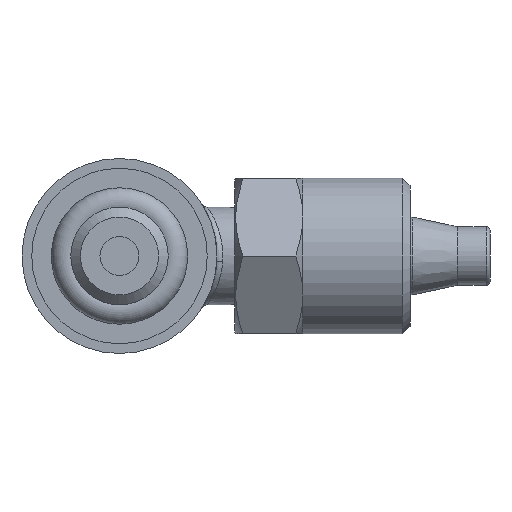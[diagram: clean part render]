
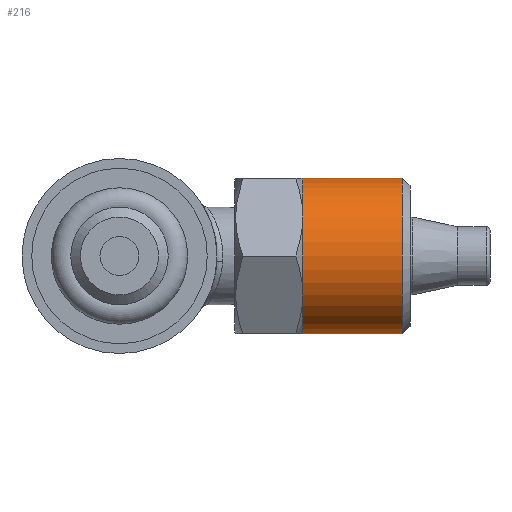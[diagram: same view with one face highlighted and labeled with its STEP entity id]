
A CAD part, front view. The second image highlights one B-rep face of the part: STEP entity #216.
In plain terms, the highlighted cylindrical face has radius 4 mm (diameter 8 mm), a full revolution.
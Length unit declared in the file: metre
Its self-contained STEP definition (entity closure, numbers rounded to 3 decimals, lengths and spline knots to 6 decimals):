
#216 = ADVANCED_FACE( 'NONE', ( #467, #468 ), #469, .T. );
#467 = FACE_OUTER_BOUND( '', #763, .T. );
#468 = FACE_OUTER_BOUND( '', #764, .T. );
#469 = CYLINDRICAL_SURFACE( '', #765, 0.004 );
#763 = EDGE_LOOP( '', ( #1396 ) );
#764 = EDGE_LOOP( '', ( #1397, #1398, #1399, #1400, #1401, #1402 ) );
#765 = AXIS2_PLACEMENT_3D( '', #1403, #1404, #1405 );
#1396 = ORIENTED_EDGE( '', *, *, #1827, .T. );
#1397 = ORIENTED_EDGE( '', *, *, #1753, .F. );
#1398 = ORIENTED_EDGE( '', *, *, #1715, .F. );
#1399 = ORIENTED_EDGE( '', *, *, #1828, .F. );
#1400 = ORIENTED_EDGE( '', *, *, #1829, .F. );
#1401 = ORIENTED_EDGE( '', *, *, #1830, .F. );
#1402 = ORIENTED_EDGE( '', *, *, #1734, .F. );
#1403 = CARTESIAN_POINT( '', ( 0.003481, 0.0125, 0. ) );
#1404 = DIRECTION( '', ( -1., 0., 0. ) );
#1405 = DIRECTION( '', ( 0., 0., -1. ) );
#1715 = EDGE_CURVE( 'NONE', #1942, #1940, #1944, .T. );
#1734 = EDGE_CURVE( 'NONE', #1972, #1975, #1976, .T. );
#1753 = EDGE_CURVE( 'NONE', #1940, #1972, #2005, .T. );
#1827 = EDGE_CURVE( 'NONE', #2119, #2119, #2120, .T. );
#1828 = EDGE_CURVE( 'NONE', #2121, #1942, #2122, .T. );
#1829 = EDGE_CURVE( 'NONE', #2030, #2121, #2123, .T. );
#1830 = EDGE_CURVE( 'NONE', #1975, #2030, #2124, .T. );
#1940 = VERTEX_POINT( 'NONE', #2342 );
#1942 = VERTEX_POINT( 'NONE', #2348 );
#1944 = CIRCLE( '', #2354, 0.004 );
#1972 = VERTEX_POINT( 'NONE', #2408 );
#1975 = VERTEX_POINT( 'NONE', #2415 );
#1976 = CIRCLE( '', #2416, 0.004 );
#2005 = CIRCLE( '', #2487, 0.004 );
#2030 = VERTEX_POINT( 'NONE', #2524 );
#2119 = VERTEX_POINT( '', #2709 );
#2120 = CIRCLE( '', #2710, 0.004 );
#2121 = VERTEX_POINT( 'NONE', #2711 );
#2122 = CIRCLE( '', #2712, 0.004 );
#2123 = CIRCLE( '', #2713, 0.004 );
#2124 = CIRCLE( '', #2714, 0.004 );
#2342 = CARTESIAN_POINT( '', ( 0.0094, 0.0125, -0.004 ) );
#2348 = CARTESIAN_POINT( '', ( 0.0094, 0.015964, -0.002 ) );
#2354 = AXIS2_PLACEMENT_3D( '', #2916, #2917, #2918 );
#2408 = CARTESIAN_POINT( '', ( 0.0094, 0.009036, -0.002 ) );
#2415 = CARTESIAN_POINT( '', ( 0.0094, 0.009036, 0.002 ) );
#2416 = AXIS2_PLACEMENT_3D( '', #2938, #2939, #2940 );
#2487 = AXIS2_PLACEMENT_3D( '', #2955, #2956, #2957 );
#2524 = CARTESIAN_POINT( '', ( 0.0094, 0.0125, 0.004 ) );
#2709 = CARTESIAN_POINT( '', ( 0.0145, 0.0125, -0.004 ) );
#2710 = AXIS2_PLACEMENT_3D( '', #3050, #3051, #3052 );
#2711 = CARTESIAN_POINT( '', ( 0.0094, 0.015964, 0.002 ) );
#2712 = AXIS2_PLACEMENT_3D( '', #3053, #3054, #3055 );
#2713 = AXIS2_PLACEMENT_3D( '', #3056, #3057, #3058 );
#2714 = AXIS2_PLACEMENT_3D( '', #3059, #3060, #3061 );
#2916 = CARTESIAN_POINT( '', ( 0.0094, 0.0125, 0. ) );
#2917 = DIRECTION( '', ( -1., 0., 0. ) );
#2918 = DIRECTION( '', ( 0., 0., -1. ) );
#2938 = CARTESIAN_POINT( '', ( 0.0094, 0.0125, 0. ) );
#2939 = DIRECTION( '', ( -1., 0., 0. ) );
#2940 = DIRECTION( '', ( 0., 0., -1. ) );
#2955 = CARTESIAN_POINT( '', ( 0.0094, 0.0125, 0. ) );
#2956 = DIRECTION( '', ( -1., 0., 0. ) );
#2957 = DIRECTION( '', ( 0., 0., -1. ) );
#3050 = CARTESIAN_POINT( '', ( 0.0145, 0.0125, 0. ) );
#3051 = DIRECTION( '', ( -1., 0., 0. ) );
#3052 = DIRECTION( '', ( 0., 0., -1. ) );
#3053 = CARTESIAN_POINT( '', ( 0.0094, 0.0125, 0. ) );
#3054 = DIRECTION( '', ( -1., 0., 0. ) );
#3055 = DIRECTION( '', ( 0., 0., -1. ) );
#3056 = CARTESIAN_POINT( '', ( 0.0094, 0.0125, 0. ) );
#3057 = DIRECTION( '', ( -1., 0., 0. ) );
#3058 = DIRECTION( '', ( 0., 0., -1. ) );
#3059 = CARTESIAN_POINT( '', ( 0.0094, 0.0125, 0. ) );
#3060 = DIRECTION( '', ( -1., 0., 0. ) );
#3061 = DIRECTION( '', ( 0., 0., -1. ) );
